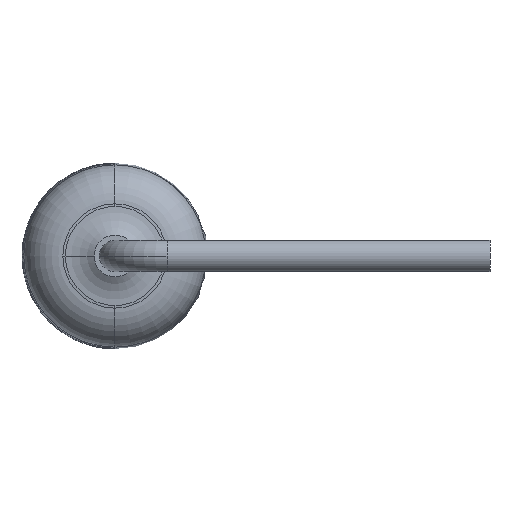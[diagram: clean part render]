
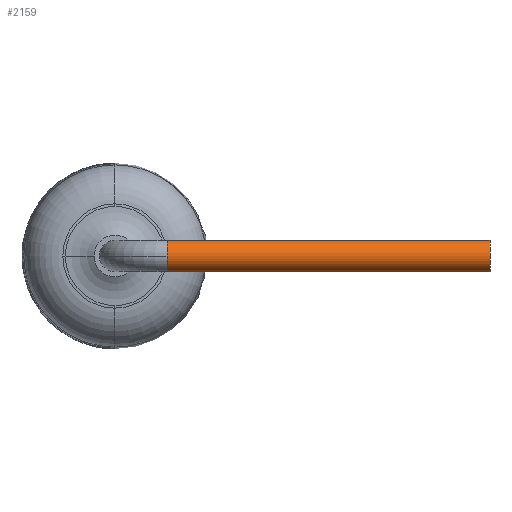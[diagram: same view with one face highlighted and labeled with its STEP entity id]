
A CAD part, left-side view. The second image highlights one B-rep face of the part: STEP entity #2159.
In plain terms, the highlighted cylindrical face has radius 0.3 mm (diameter 0.6 mm), a partial arc.
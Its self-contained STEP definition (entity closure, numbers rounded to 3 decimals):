
#9 = CYLINDRICAL_SURFACE ( 'NONE', #2175, 0.3 ) ;
#79 = DIRECTION ( 'NONE',  ( 0., -1., 0. ) ) ;
#102 = ORIENTED_EDGE ( 'NONE', *, *, #1916, .F. ) ;
#103 = DIRECTION ( 'NONE',  ( 1., 0., 0. ) ) ;
#107 = CIRCLE ( 'NONE', #1244, 0.3 ) ;
#126 = CARTESIAN_POINT ( 'NONE',  ( -8.89, -1., 0.3 ) ) ;
#196 = FACE_OUTER_BOUND ( 'NONE', #422, .T. ) ;
#200 = ORIENTED_EDGE ( 'NONE', *, *, #356, .T. ) ;
#297 = DIRECTION ( 'NONE',  ( 0., 0., -1. ) ) ;
#345 = LINE ( 'NONE', #2354, #648 ) ;
#351 = CARTESIAN_POINT ( 'NONE',  ( -8.89, -1., -0.3 ) ) ;
#354 = CARTESIAN_POINT ( 'NONE',  ( -8.89, -7.2, 0.3 ) ) ;
#356 = EDGE_CURVE ( 'NONE', #1430, #786, #107, .T. ) ;
#422 = EDGE_LOOP ( 'NONE', ( #102, #851, #200, #787, #2076 ) ) ;
#480 = CIRCLE ( 'NONE', #1938, 0.3 ) ;
#491 = EDGE_CURVE ( 'NONE', #1584, #2155, #480, .T. ) ;
#552 = DIRECTION ( 'NONE',  ( 1., 0., 0. ) ) ;
#554 = EDGE_CURVE ( 'NONE', #786, #2155, #345, .T. ) ;
#568 = DIRECTION ( 'NONE',  ( 0., -1., 0. ) ) ;
#648 = VECTOR ( 'NONE', #742, 1000. ) ;
#742 = DIRECTION ( 'NONE',  ( 0., -1., 0. ) ) ;
#753 = VECTOR ( 'NONE', #2133, 1000. ) ;
#786 = VERTEX_POINT ( 'NONE', #351 ) ;
#787 = ORIENTED_EDGE ( 'NONE', *, *, #554, .T. ) ;
#810 = DIRECTION ( 'NONE',  ( 1., 0., 0. ) ) ;
#851 = ORIENTED_EDGE ( 'NONE', *, *, #1538, .T. ) ;
#1049 = CARTESIAN_POINT ( 'NONE',  ( -8.89, -1., 0.3 ) ) ;
#1194 = CARTESIAN_POINT ( 'NONE',  ( -8.89, -7.2, -0.3 ) ) ;
#1230 = CARTESIAN_POINT ( 'NONE',  ( -9.19, -1., 0. ) ) ;
#1244 = AXIS2_PLACEMENT_3D ( 'NONE', #2538, #1554, #810 ) ;
#1338 = LINE ( 'NONE', #126, #753 ) ;
#1430 = VERTEX_POINT ( 'NONE', #1230 ) ;
#1497 = DIRECTION ( 'NONE',  ( 0., -1., 0. ) ) ;
#1538 = EDGE_CURVE ( 'NONE', #2052, #1430, #1887, .T. ) ;
#1554 = DIRECTION ( 'NONE',  ( 0., -1., 0. ) ) ;
#1584 = VERTEX_POINT ( 'NONE', #354 ) ;
#1768 = CARTESIAN_POINT ( 'NONE',  ( -8.89, -1., 0. ) ) ;
#1866 = CARTESIAN_POINT ( 'NONE',  ( -8.89, -7.2, 0. ) ) ;
#1887 = CIRCLE ( 'NONE', #2003, 0.3 ) ;
#1916 = EDGE_CURVE ( 'NONE', #2052, #1584, #1338, .T. ) ;
#1938 = AXIS2_PLACEMENT_3D ( 'NONE', #1866, #79, #103 ) ;
#2003 = AXIS2_PLACEMENT_3D ( 'NONE', #1768, #568, #552 ) ;
#2052 = VERTEX_POINT ( 'NONE', #1049 ) ;
#2076 = ORIENTED_EDGE ( 'NONE', *, *, #491, .F. ) ;
#2133 = DIRECTION ( 'NONE',  ( 0., -1., 0. ) ) ;
#2155 = VERTEX_POINT ( 'NONE', #1194 ) ;
#2159 = ADVANCED_FACE ( 'NONE', ( #196 ), #9, .T. ) ;
#2175 = AXIS2_PLACEMENT_3D ( 'NONE', #2498, #1497, #297 ) ;
#2354 = CARTESIAN_POINT ( 'NONE',  ( -8.89, -1., -0.3 ) ) ;
#2498 = CARTESIAN_POINT ( 'NONE',  ( -8.89, -1., 0. ) ) ;
#2538 = CARTESIAN_POINT ( 'NONE',  ( -8.89, -1., 0. ) ) ;
